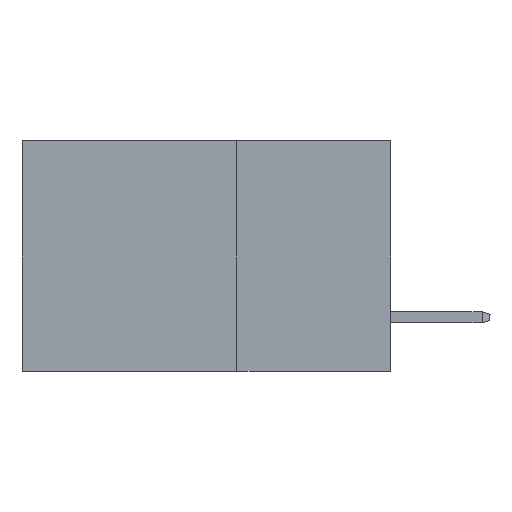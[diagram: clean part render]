
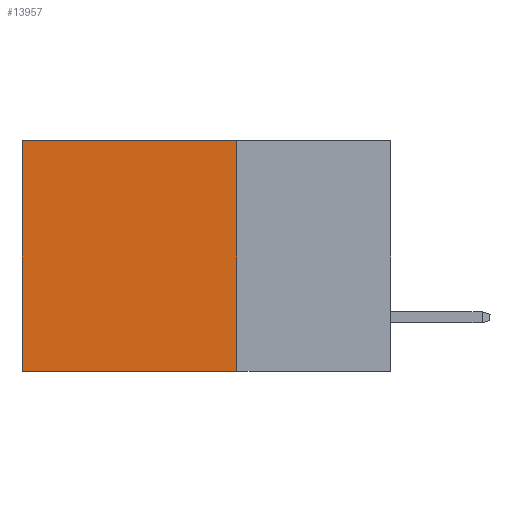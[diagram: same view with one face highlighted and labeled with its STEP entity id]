
A CAD part, left-side view. The second image highlights one B-rep face of the part: STEP entity #13957.
In plain terms, the highlighted planar face has unit normal (-1, 0, 0).
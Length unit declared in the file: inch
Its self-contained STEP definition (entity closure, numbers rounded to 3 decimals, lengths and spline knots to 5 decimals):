
#241 = AXIS2_PLACEMENT_3D ( 'NONE', #16615, #6403, #1489 ) ;
#434 = DIRECTION ( 'NONE',  ( 0., 0., -1. ) ) ;
#656 = LINE ( 'NONE', #17046, #7317 ) ;
#1142 = CARTESIAN_POINT ( 'NONE',  ( 0.2875, 0.25, 0. ) ) ;
#1489 = DIRECTION ( 'NONE',  ( 0., 0., -1. ) ) ;
#1714 = VERTEX_POINT ( 'NONE', #10403 ) ;
#2589 = CARTESIAN_POINT ( 'NONE',  ( 0.2875, 0.25, 0. ) ) ;
#2765 = ORIENTED_EDGE ( 'NONE', *, *, #19290, .T. ) ;
#3086 = VECTOR ( 'NONE', #21379, 39.37008 ) ;
#3195 = LINE ( 'NONE', #16671, #18119 ) ;
#3537 = EDGE_CURVE ( 'NONE', #10171, #13911, #656, .T. ) ;
#6200 = FACE_OUTER_BOUND ( 'NONE', #16757, .T. ) ;
#6403 = DIRECTION ( 'NONE',  ( 1., 0., 0. ) ) ;
#7138 = LINE ( 'NONE', #9065, #12958 ) ;
#7317 = VECTOR ( 'NONE', #13523, 39.37008 ) ;
#8797 = EDGE_CURVE ( 'NONE', #1714, #13911, #7138, .T. ) ;
#9065 = CARTESIAN_POINT ( 'NONE',  ( 0.2875, 0.6, -0.375 ) ) ;
#10171 = VERTEX_POINT ( 'NONE', #17866 ) ;
#10403 = CARTESIAN_POINT ( 'NONE',  ( 0.2875, 0.6, 0. ) ) ;
#11684 = PLANE ( 'NONE',  #241 ) ;
#12958 = VECTOR ( 'NONE', #434, 39.37008 ) ;
#13196 = VERTEX_POINT ( 'NONE', #1142 ) ;
#13523 = DIRECTION ( 'NONE',  ( 0., 1., 0. ) ) ;
#13589 = ORIENTED_EDGE ( 'NONE', *, *, #16320, .F. ) ;
#13911 = VERTEX_POINT ( 'NONE', #16696 ) ;
#13957 = ADVANCED_FACE ( 'NONE', ( #6200 ), #11684, .F. ) ;
#14195 = ORIENTED_EDGE ( 'NONE', *, *, #8797, .T. ) ;
#15023 = DIRECTION ( 'NONE',  ( 0., 0., -1. ) ) ;
#16320 = EDGE_CURVE ( 'NONE', #13196, #10171, #3195, .T. ) ;
#16615 = CARTESIAN_POINT ( 'NONE',  ( 0.2875, 0.25, -0.375 ) ) ;
#16671 = CARTESIAN_POINT ( 'NONE',  ( 0.2875, 0.25, -0.375 ) ) ;
#16696 = CARTESIAN_POINT ( 'NONE',  ( 0.2875, 0.6, -0.375 ) ) ;
#16757 = EDGE_LOOP ( 'NONE', ( #14195, #18177, #13589, #2765 ) ) ;
#17046 = CARTESIAN_POINT ( 'NONE',  ( 0.2875, 0.25, -0.375 ) ) ;
#17866 = CARTESIAN_POINT ( 'NONE',  ( 0.2875, 0.25, -0.375 ) ) ;
#18119 = VECTOR ( 'NONE', #15023, 39.37008 ) ;
#18177 = ORIENTED_EDGE ( 'NONE', *, *, #3537, .F. ) ;
#18817 = LINE ( 'NONE', #2589, #3086 ) ;
#19290 = EDGE_CURVE ( 'NONE', #13196, #1714, #18817, .T. ) ;
#21379 = DIRECTION ( 'NONE',  ( 0., 1., 0. ) ) ;
